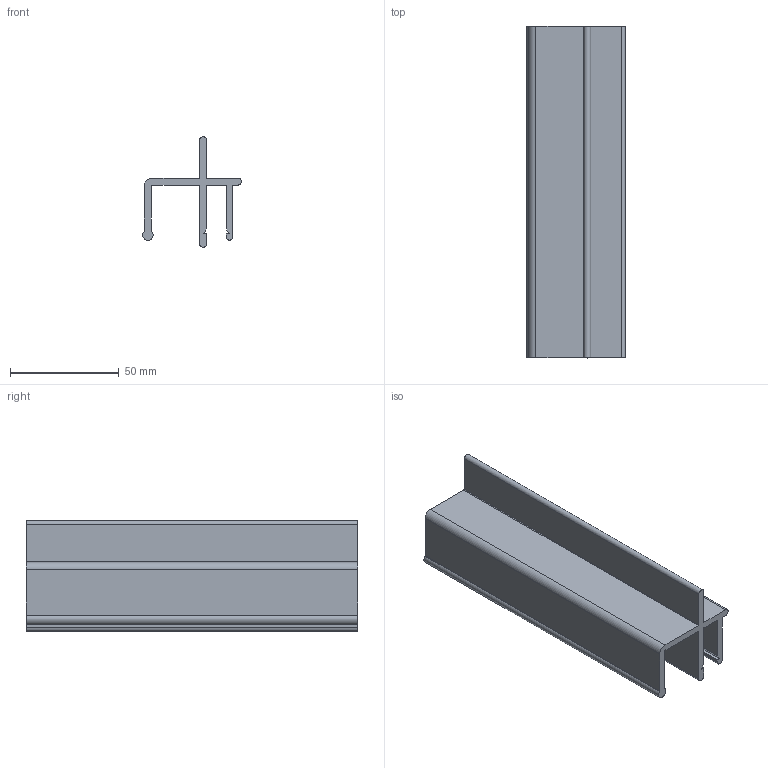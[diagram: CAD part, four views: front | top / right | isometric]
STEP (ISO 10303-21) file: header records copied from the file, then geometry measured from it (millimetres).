
FILE_DESCRIPTION((''),'2;1');
FILE_NAME('SG1714.STP', '2021-03-09T12:46:23',(''), (''), 'KCM Version 2.0.6974.6974', 'KeyCreator Pro', '');
FILE_SCHEMA(('AUTOMOTIVE_DESIGN'));
Length unit declared in the file: inch
Bounding box: 45.23 x 152.4 x 50.8 mm (x, y, z)
Volume: 68004.3 mm3; surface area: 44814.5 mm2
Topology: 1 solids, 1 shells, 35 faces, 99 edges, 66 vertices
Faces by surface type: plane 21, cylinder 14
Entity records: 1166 total; most frequent: CARTESIAN_POINT 201, DIRECTION 199, ORIENTED_EDGE 198, EDGE_CURVE 99, VECTOR 71, LINE 71, VERTEX_POINT 66, AXIS2_PLACEMENT_3D 64
